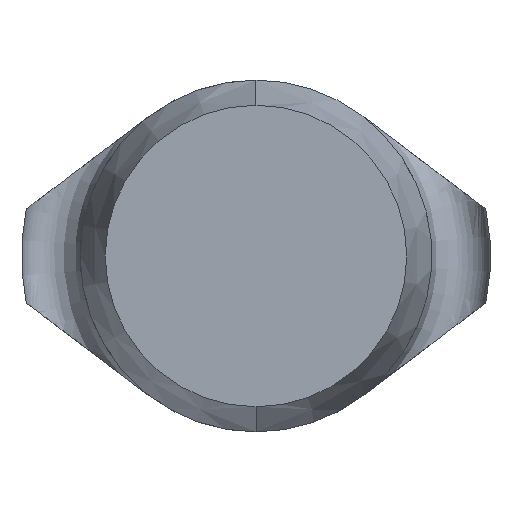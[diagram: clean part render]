
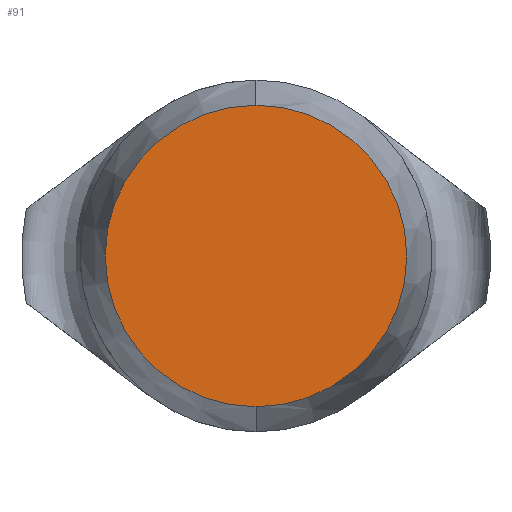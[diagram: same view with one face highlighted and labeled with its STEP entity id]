
A CAD part, front view. The second image highlights one B-rep face of the part: STEP entity #91.
In plain terms, the highlighted planar face has unit normal (0, -1, 0).
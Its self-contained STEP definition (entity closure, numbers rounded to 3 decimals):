
#91 = ADVANCED_FACE( '', ( #131 ), #132, .T. );
#131 = FACE_OUTER_BOUND( '', #178, .T. );
#132 = PLANE( '', #179 );
#178 = EDGE_LOOP( '', ( #311, #312 ) );
#179 = AXIS2_PLACEMENT_3D( '', #313, #314, #315 );
#311 = ORIENTED_EDGE( '', *, *, #379, .F. );
#312 = ORIENTED_EDGE( '', *, *, #414, .F. );
#313 = CARTESIAN_POINT( '', ( 0., -9., -1.286 ) );
#314 = DIRECTION( '', ( 0., -1., 0. ) );
#315 = DIRECTION( '', ( 0., 0., 1. ) );
#379 = EDGE_CURVE( '', #442, #445, #446, .T. );
#414 = EDGE_CURVE( '', #445, #442, #498, .T. );
#442 = VERTEX_POINT( '', #548 );
#445 = VERTEX_POINT( '', #552 );
#446 = CIRCLE( '', #553, 2.571 );
#498 = CIRCLE( '', #720, 2.571 );
#548 = CARTESIAN_POINT( '', ( 0., -9., -2.571 ) );
#552 = CARTESIAN_POINT( '', ( 0., -9., 2.571 ) );
#553 = AXIS2_PLACEMENT_3D( '', #747, #748, #749 );
#720 = AXIS2_PLACEMENT_3D( '', #808, #809, #810 );
#747 = CARTESIAN_POINT( '', ( 0., -9., 0. ) );
#748 = DIRECTION( '', ( 0., 1., 0. ) );
#749 = DIRECTION( '', ( 0., 0., -1. ) );
#808 = CARTESIAN_POINT( '', ( 0., -9., 0. ) );
#809 = DIRECTION( '', ( 0., 1., 0. ) );
#810 = DIRECTION( '', ( 0., 0., -1. ) );
